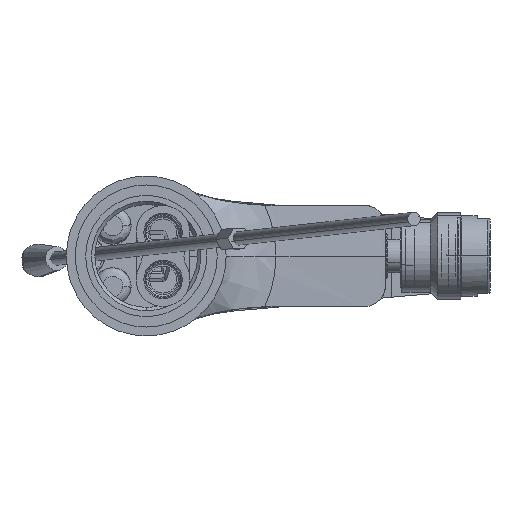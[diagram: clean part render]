
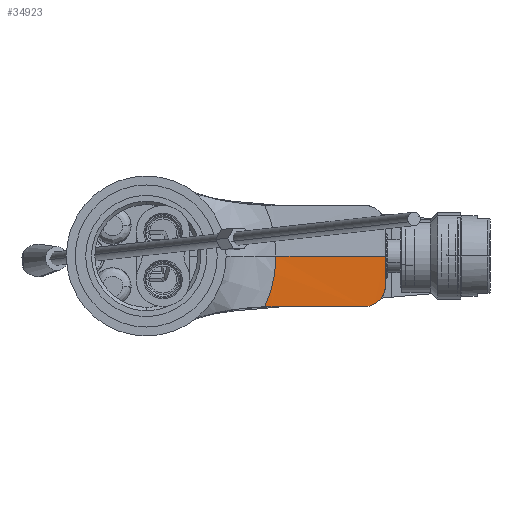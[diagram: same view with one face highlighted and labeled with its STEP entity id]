
A CAD part, front view. The second image highlights one B-rep face of the part: STEP entity #34923.
In plain terms, the highlighted cylindrical face has radius 230.074 mm (diameter 460.148 mm), a partial arc.
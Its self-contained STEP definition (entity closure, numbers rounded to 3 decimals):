
#240 = VERTEX_POINT ( 'NONE', #15775 ) ;
#1363 = CARTESIAN_POINT ( 'NONE',  ( 70.848, 65.47, -10.429 ) ) ;
#1969 = CARTESIAN_POINT ( 'NONE',  ( 35.229, 62.613, -15.088 ) ) ;
#2745 = CYLINDRICAL_SURFACE ( 'NONE', #33286, 230.074 ) ;
#5449 = CARTESIAN_POINT ( 'NONE',  ( 67.566, 65.399, -14.42 ) ) ;
#5733 = CARTESIAN_POINT ( 'NONE',  ( 69.504, 65.48, -12.936 ) ) ;
#6019 = CARTESIAN_POINT ( 'NONE',  ( 71.05, 65.435, -9.213 ) ) ;
#6623 = CARTESIAN_POINT ( 'NONE',  ( 36.858, 62.753, -15.05 ) ) ;
#7861 = VERTEX_POINT ( 'NONE', #34556 ) ;
#9072 = VERTEX_POINT ( 'NONE', #28256 ) ;
#9251 = ORIENTED_EDGE ( 'NONE', *, *, #21143, .T. ) ;
#10115 = CARTESIAN_POINT ( 'NONE',  ( 67.925, 65.419, -14.228 ) ) ;
#10398 = CARTESIAN_POINT ( 'NONE',  ( 70.406, 65.486, -11.571 ) ) ;
#10901 = FACE_OUTER_BOUND ( 'NONE', #13962, .T. ) ;
#11417 = CARTESIAN_POINT ( 'NONE',  ( 37.421, 62.481, -8.991 ) ) ;
#11483 = DIRECTION ( 'NONE',  ( 0.087, -0.996, 0. ) ) ;
#11787 = LINE ( 'NONE', #33610, #43215 ) ;
#12499 = EDGE_CURVE ( 'NONE', #7861, #56014, #51889, .T. ) ;
#13176 = B_SPLINE_CURVE_WITH_KNOTS ( 'NONE', 3,
 ( #36728, #14618, #57269, #11417, #48278, #33517, #28868, #37887 ),
 .UNSPECIFIED., .F., .F.,
 ( 4, 2, 2, 4 ),
 ( 0., 0.484, 0.726, 0.968 ),
 .UNSPECIFIED. ) ;
#13962 = EDGE_LOOP ( 'NONE', ( #44401, #34824, #9251, #34409, #40509, #25519 ) ) ;
#14618 = CARTESIAN_POINT ( 'NONE',  ( 38.54, 62.406, -2.602 ) ) ;
#15551 = VERTEX_POINT ( 'NONE', #18227 ) ;
#15775 = CARTESIAN_POINT ( 'NONE',  ( 71.05, 65.25, 0. ) ) ;
#18227 = CARTESIAN_POINT ( 'NONE',  ( 64.8, 65.198, -15.05 ) ) ;
#19118 = CARTESIAN_POINT ( 'NONE',  ( 64.8, 65.198, -15.05 ) ) ;
#19399 = CARTESIAN_POINT ( 'NONE',  ( 66.214, 65.311, -14.891 ) ) ;
#21143 = EDGE_CURVE ( 'NONE', #9072, #7861, #13176, .T. ) ;
#21696 = CARTESIAN_POINT ( 'NONE',  ( 37.673, 62.825, -15.05 ) ) ;
#23461 = CARTESIAN_POINT ( 'NONE',  ( 71.05, 65.25, -2.934 ) ) ;
#23491 = CARTESIAN_POINT ( 'NONE',  ( 70.728, 65.477, -10.822 ) ) ;
#24378 = CARTESIAN_POINT ( 'NONE',  ( 37.673, 62.825, -15.05 ) ) ;
#25519 = ORIENTED_EDGE ( 'NONE', *, *, #41047, .T. ) ;
#27858 = CARTESIAN_POINT ( 'NONE',  ( 68.926, 65.463, -13.512 ) ) ;
#28154 = CARTESIAN_POINT ( 'NONE',  ( 68.604, 65.451, -13.775 ) ) ;
#28256 = CARTESIAN_POINT ( 'NONE',  ( 38.54, 62.406, 0. ) ) ;
#28408 = CARTESIAN_POINT ( 'NONE',  ( 71.05, 65.419, -8.8 ) ) ;
#28433 = CARTESIAN_POINT ( 'NONE',  ( 70.106, 65.488, -12.109 ) ) ;
#28868 = CARTESIAN_POINT ( 'NONE',  ( 35.774, 62.583, -13.901 ) ) ;
#32508 = CARTESIAN_POINT ( 'NONE',  ( 65.211, 65.234, -15.05 ) ) ;
#32800 = CARTESIAN_POINT ( 'NONE',  ( 66.804, 65.352, -14.724 ) ) ;
#33286 = AXIS2_PLACEMENT_3D ( 'NONE', #55413, #46406, #11483 ) ;
#33517 = CARTESIAN_POINT ( 'NONE',  ( 36.252, 62.554, -12.694 ) ) ;
#33610 = CARTESIAN_POINT ( 'NONE',  ( 37.673, 62.825, -15.05 ) ) ;
#34187 = DIRECTION ( 'NONE',  ( 0.996, 0.087, 0. ) ) ;
#34409 = ORIENTED_EDGE ( 'NONE', *, *, #12499, .T. ) ;
#34556 = CARTESIAN_POINT ( 'NONE',  ( 35.229, 62.613, -15.088 ) ) ;
#34824 = ORIENTED_EDGE ( 'NONE', *, *, #37987, .T. ) ;
#34923 = ADVANCED_FACE ( 'NONE', ( #10901 ), #2745, .T. ) ;
#36586 = CARTESIAN_POINT ( 'NONE',  ( 70.213, 65.488, -11.931 ) ) ;
#36728 = CARTESIAN_POINT ( 'NONE',  ( 38.54, 62.406, 0. ) ) ;
#36835 = CARTESIAN_POINT ( 'NONE',  ( 71.05, 65.307, -5.868 ) ) ;
#37887 = CARTESIAN_POINT ( 'NONE',  ( 35.229, 62.613, -15.088 ) ) ;
#37987 = EDGE_CURVE ( 'NONE', #240, #9072, #43890, .T. ) ;
#39497 =( BOUNDED_CURVE ( )  B_SPLINE_CURVE ( 3, ( #28408, #36835, #23461, #54884 ),
 .UNSPECIFIED., .F., .F. ) 
 B_SPLINE_CURVE_WITH_KNOTS ( ( 4, 4 ),
 ( 6.245, 6.283 ),
 .UNSPECIFIED. ) 
 CURVE ( )  GEOMETRIC_REPRESENTATION_ITEM ( )  RATIONAL_B_SPLINE_CURVE ( ( 1., 1., 1., 1. ) ) 
 REPRESENTATION_ITEM ( '' )  );
#40506 = VERTEX_POINT ( 'NONE', #45084 ) ;
#40509 = ORIENTED_EDGE ( 'NONE', *, *, #46702, .T. ) ;
#41047 = EDGE_CURVE ( 'NONE', #15551, #40506, #56317, .T. ) ;
#41246 = CARTESIAN_POINT ( 'NONE',  ( 65.616, 65.267, -15.01 ) ) ;
#43215 = VECTOR ( 'NONE', #34187, 1000. ) ;
#43890 = LINE ( 'NONE', #56991, #46500 ) ;
#44401 = ORIENTED_EDGE ( 'NONE', *, *, #57610, .T. ) ;
#45084 = CARTESIAN_POINT ( 'NONE',  ( 71.05, 65.419, -8.8 ) ) ;
#45601 = CARTESIAN_POINT ( 'NONE',  ( 69.763, 65.485, -12.621 ) ) ;
#45897 = CARTESIAN_POINT ( 'NONE',  ( 71.05, 65.419, -8.8 ) ) ;
#46179 = CARTESIAN_POINT ( 'NONE',  ( 66.412, 65.326, -14.842 ) ) ;
#46406 = DIRECTION ( 'NONE',  ( -0.996, -0.087, 0. ) ) ;
#46500 = VECTOR ( 'NONE', #52075, 1000. ) ;
#46702 = EDGE_CURVE ( 'NONE', #56014, #15551, #11787, .T. ) ;
#47079 = CARTESIAN_POINT ( 'NONE',  ( 36.044, 62.683, -15.063 ) ) ;
#48278 = CARTESIAN_POINT ( 'NONE',  ( 37.076, 62.503, -10.238 ) ) ;
#50270 = CARTESIAN_POINT ( 'NONE',  ( 66.999, 65.365, -14.654 ) ) ;
#50568 = CARTESIAN_POINT ( 'NONE',  ( 70.493, 65.484, -11.386 ) ) ;
#51889 = B_SPLINE_CURVE_WITH_KNOTS ( 'NONE', 3,
 ( #1969, #47079, #6623, #24378 ),
 .UNSPECIFIED., .F., .F.,
 ( 4, 4 ),
 ( 0., 0.002 ),
 .UNSPECIFIED. ) ;
#52075 = DIRECTION ( 'NONE',  ( -0.996, -0.087, 0. ) ) ;
#54631 = CARTESIAN_POINT ( 'NONE',  ( 71.01, 65.448, -9.621 ) ) ;
#54884 = CARTESIAN_POINT ( 'NONE',  ( 71.05, 65.25, 0. ) ) ;
#55413 = CARTESIAN_POINT ( 'NONE',  ( -19.987, 288.238, 0. ) ) ;
#56014 = VERTEX_POINT ( 'NONE', #21696 ) ;
#56317 = B_SPLINE_CURVE_WITH_KNOTS ( 'NONE', 3,
 ( #19118, #32508, #41246, #19399, #46179, #32800, #50270, #5449, #10115, #28154, #27858, #5733, #45601, #28433, #36586, #10398, #50568, #23491, #1363, #54631, #6019, #45897 ),
 .UNSPECIFIED., .F., .F.,
 ( 4, 2, 2, 2, 2, 2, 2, 2, 2, 2, 4 ),
 ( 0., 0.001, 0.002, 0.002, 0.004, 0.005, 0.006, 0.007, 0.007, 0.009, 0.01 ),
 .UNSPECIFIED. ) ;
#56991 = CARTESIAN_POINT ( 'NONE',  ( 0.065, 59.04, 0. ) ) ;
#57269 = CARTESIAN_POINT ( 'NONE',  ( 38.26, 62.426, -5.175 ) ) ;
#57610 = EDGE_CURVE ( 'NONE', #40506, #240, #39497, .T. ) ;
